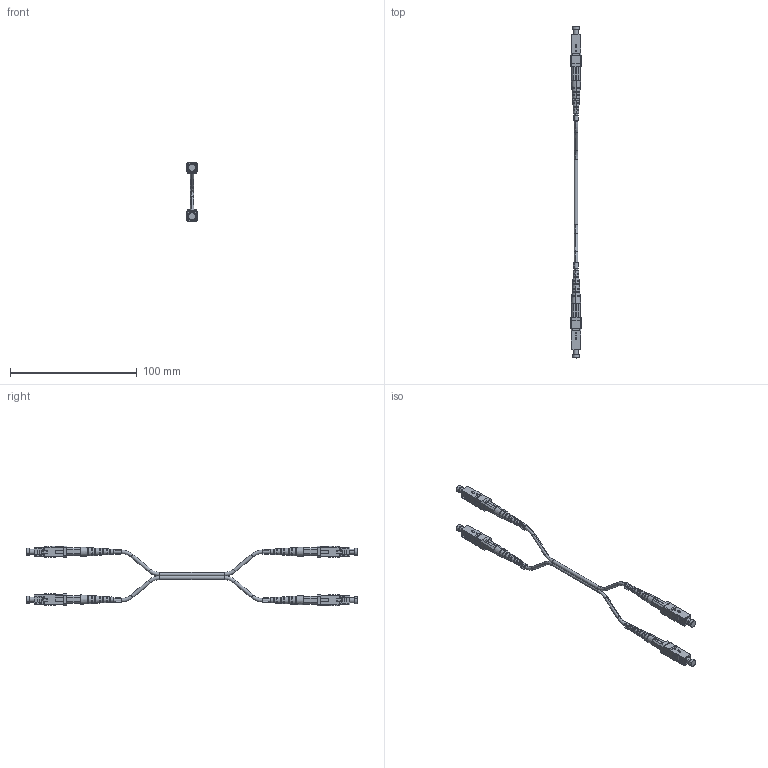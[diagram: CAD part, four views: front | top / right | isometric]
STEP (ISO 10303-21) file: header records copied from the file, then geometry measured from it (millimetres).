
FILE_DESCRIPTION (( 'STEP AP214' ), '1' );
FILE_NAME ('FODSC50-COLOR.STEP', '2007-11-14T15:23:33', ( ' ' ), ( ' ' ), 'SwSTEP 2.0', 'SolidWorks 2007', '' );
FILE_SCHEMA (( 'AUTOMOTIVE_DESIGN' ));
Length unit declared in the file: inch
Products named in the file (10): FOC-101BA MA2; FOC-101BA MA5; FOC-101BA MA1; FOC-101BA MA3; FOC-101BA MA4; LBL-C3P-B; FODSC50-COLOR; FOC-101BA; LBL-C3P-A; 1AL06-002
Assembly tree (14 placements, depth 3):
  FODSC50-COLOR
    1AL06-002
    FOC-101BA  x4
      FOC-101BA MA3
      FOC-101BA MA4
      FOC-101BA MA5
      FOC-101BA MA1
      FOC-101BA MA2
    LBL-C3P-A  x2
    LBL-C3P-B  x2
Bounding box: 8.89 x 262.29 x 47.19 mm (x, y, z)
Volume: 9629.7 mm3; surface area: 20020.2 mm2
Topology: 25 solids, 25 shells, 1279 faces, 3617 edges, 2366 vertices
Faces by surface type: plane 1044, cylinder 161, cone 32, torus 24, bspline 18
Entity records: 14631 total; most frequent: CARTESIAN_POINT 3059, ORIENTED_EDGE 2074, DIRECTION 1962, EDGE_CURVE 1037, VECTOR 698, LINE 698, VERTEX_POINT 672, AXIS2_PLACEMENT_3D 632
